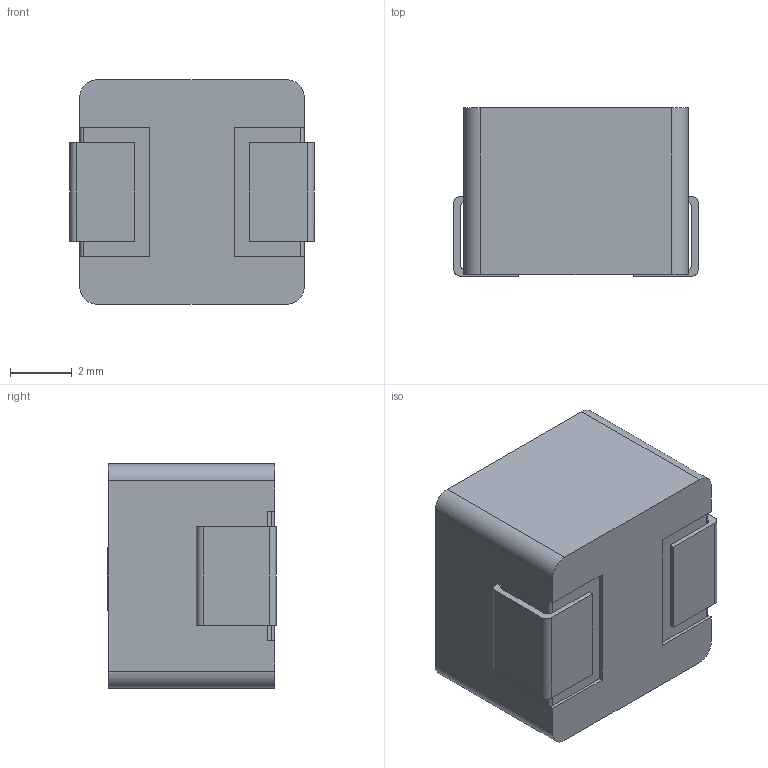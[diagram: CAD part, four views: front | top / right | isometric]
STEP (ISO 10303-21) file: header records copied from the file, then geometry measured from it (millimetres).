
FILE_DESCRIPTION(('FreeCAD Model'),'2;1');
FILE_NAME('Open CASCADE Shape Model','2025-04-29T10:17:41',('FreeCAD'),( 'FreeCAD'),'Open CASCADE STEP processor 7.6','FreeCAD','Unknown');
FILE_SCHEMA(('AUTOMOTIVE_DESIGN { 1 0 10303 214 1 1 1 1 }'));
Length unit declared in the file: millimetre
Products named in the file (1): Open CASCADE STEP translator 7.6 1
Bounding box: 7.92 x 5.45 x 7.26 mm (x, y, z)
Volume: 286 mm3; surface area: 296.2 mm2
Topology: 1 solids, 1 shells, 78 faces, 215 edges, 142 vertices
Faces by surface type: bspline 78
Entity records: 3476 total; most frequent: CARTESIAN_POINT 2173, ORIENTED_EDGE 430, EDGE_CURVE 215, B_SPLINE_CURVE_WITH_KNOTS 187, VERTEX_POINT 142, FACE_BOUND 85, EDGE_LOOP 85, ADVANCED_FACE 78
